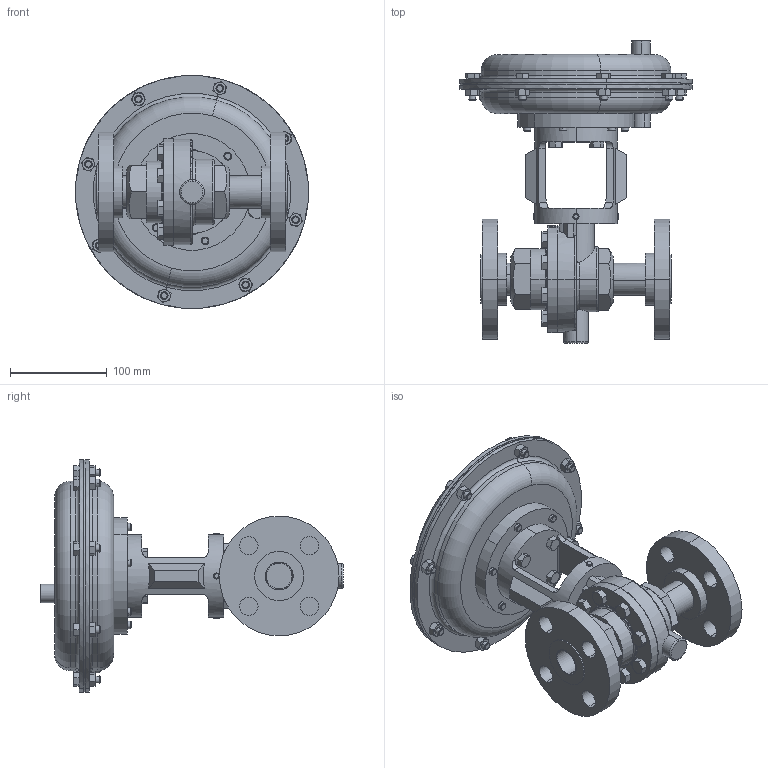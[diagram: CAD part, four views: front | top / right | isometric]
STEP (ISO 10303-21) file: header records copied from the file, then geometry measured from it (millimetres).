
FILE_DESCRIPTION (( 'STEP AP203' ), '1' );
FILE_NAME ('70-100-DI+BR-F3-35M.STEP', '2017-08-24T12:31:56', ( '' ), ( '' ), 'SwSTEP 2.0', 'SolidWorks 2014', '' );
FILE_SCHEMA (( 'CONFIG_CONTROL_DESIGN' ));
Length unit declared in the file: inch
Products named in the file (1): 70-100-DI+BR-F3-35M
Bounding box: 241.25 x 313.73 x 241.25 mm (x, y, z)
Volume: 3348083 mm3; surface area: 312733.7 mm2
Topology: 2 solids, 2 shells, 865 faces, 2001 edges, 1232 vertices
Faces by surface type: plane 368, cone 298, cylinder 138, bspline 36, torus 25
Entity records: 34169 total; most frequent: CARTESIAN_POINT 15305, ORIENTED_EDGE 4002, DIRECTION 3679, EDGE_CURVE 2001, AXIS2_PLACEMENT_3D 1482, VERTEX_POINT 1232, EDGE_LOOP 975, FACE_OUTER_BOUND 865
